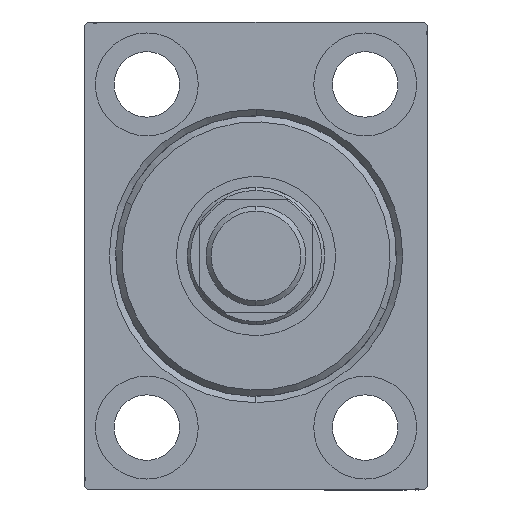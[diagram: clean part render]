
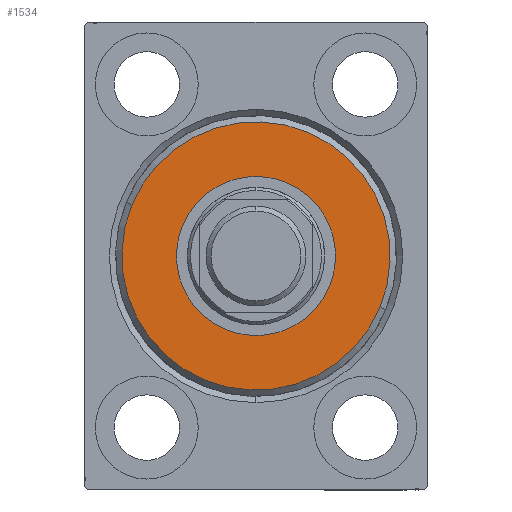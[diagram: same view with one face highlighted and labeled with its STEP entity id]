
A CAD part, left-side view. The second image highlights one B-rep face of the part: STEP entity #1534.
In plain terms, the highlighted face is planar.
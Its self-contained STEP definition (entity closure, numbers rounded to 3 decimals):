
#1534 = ADVANCED_FACE ( 'NONE', ( #2296, #29442 ), #16300, .T. ) ;
#2296 = FACE_OUTER_BOUND ( 'NONE', #20960, .T. ) ;
#4809 = EDGE_LOOP ( 'NONE', ( #35625, #10694 ) ) ;
#5554 = CARTESIAN_POINT ( 'NONE',  ( 3., 0., 0. ) ) ;
#6932 = AXIS2_PLACEMENT_3D ( 'NONE', #8557, #25696, #18370 ) ;
#8557 = CARTESIAN_POINT ( 'NONE',  ( 3., 0., 0. ) ) ;
#9046 = CIRCLE ( 'NONE', #6932, 21.5 ) ;
#10694 = ORIENTED_EDGE ( 'NONE', *, *, #29642, .T. ) ;
#12069 = DIRECTION ( 'NONE',  ( 0., 0., -1. ) ) ;
#12957 = DIRECTION ( 'NONE',  ( 0., 0., -1. ) ) ;
#15496 = CIRCLE ( 'NONE', #16908, 21.5 ) ;
#15565 = DIRECTION ( 'NONE',  ( -1., 0., 0. ) ) ;
#15628 = VERTEX_POINT ( 'NONE', #37723 ) ;
#16300 = PLANE ( 'NONE',  #21547 ) ;
#16908 = AXIS2_PLACEMENT_3D ( 'NONE', #22515, #38806, #18319 ) ;
#17646 = CIRCLE ( 'NONE', #20473, 12.75 ) ;
#18319 = DIRECTION ( 'NONE',  ( 0., 0., -1. ) ) ;
#18370 = DIRECTION ( 'NONE',  ( 0., 0., -1. ) ) ;
#18547 = VERTEX_POINT ( 'NONE', #37115 ) ;
#20473 = AXIS2_PLACEMENT_3D ( 'NONE', #31922, #42583, #12069 ) ;
#20960 = EDGE_LOOP ( 'NONE', ( #38751, #20967 ) ) ;
#20967 = ORIENTED_EDGE ( 'NONE', *, *, #23590, .T. ) ;
#21547 = AXIS2_PLACEMENT_3D ( 'NONE', #43466, #32557, #12957 ) ;
#21652 = EDGE_CURVE ( 'NONE', #26346, #15628, #9046, .T. ) ;
#22515 = CARTESIAN_POINT ( 'NONE',  ( 3., 0., 0. ) ) ;
#22727 = EDGE_CURVE ( 'NONE', #18547, #33132, #17646, .T. ) ;
#23590 = EDGE_CURVE ( 'NONE', #15628, #26346, #15496, .T. ) ;
#25696 = DIRECTION ( 'NONE',  ( 1., 0., 0. ) ) ;
#26346 = VERTEX_POINT ( 'NONE', #41930 ) ;
#26388 = CARTESIAN_POINT ( 'NONE',  ( 3., 0., -12.75 ) ) ;
#29153 = DIRECTION ( 'NONE',  ( 0., 0., -1. ) ) ;
#29442 = FACE_BOUND ( 'NONE', #4809, .T. ) ;
#29642 = EDGE_CURVE ( 'NONE', #33132, #18547, #32728, .T. ) ;
#31922 = CARTESIAN_POINT ( 'NONE',  ( 3., 0., 0. ) ) ;
#32557 = DIRECTION ( 'NONE',  ( 1., 0., 0. ) ) ;
#32728 = CIRCLE ( 'NONE', #43378, 12.75 ) ;
#33132 = VERTEX_POINT ( 'NONE', #26388 ) ;
#35625 = ORIENTED_EDGE ( 'NONE', *, *, #22727, .T. ) ;
#37115 = CARTESIAN_POINT ( 'NONE',  ( 3., 0., 12.75 ) ) ;
#37723 = CARTESIAN_POINT ( 'NONE',  ( 3., 0., -21.5 ) ) ;
#38751 = ORIENTED_EDGE ( 'NONE', *, *, #21652, .T. ) ;
#38806 = DIRECTION ( 'NONE',  ( 1., 0., 0. ) ) ;
#41930 = CARTESIAN_POINT ( 'NONE',  ( 3., 0., 21.5 ) ) ;
#42583 = DIRECTION ( 'NONE',  ( -1., 0., 0. ) ) ;
#43378 = AXIS2_PLACEMENT_3D ( 'NONE', #5554, #15565, #29153 ) ;
#43466 = CARTESIAN_POINT ( 'NONE',  ( 3., 0., 0. ) ) ;
